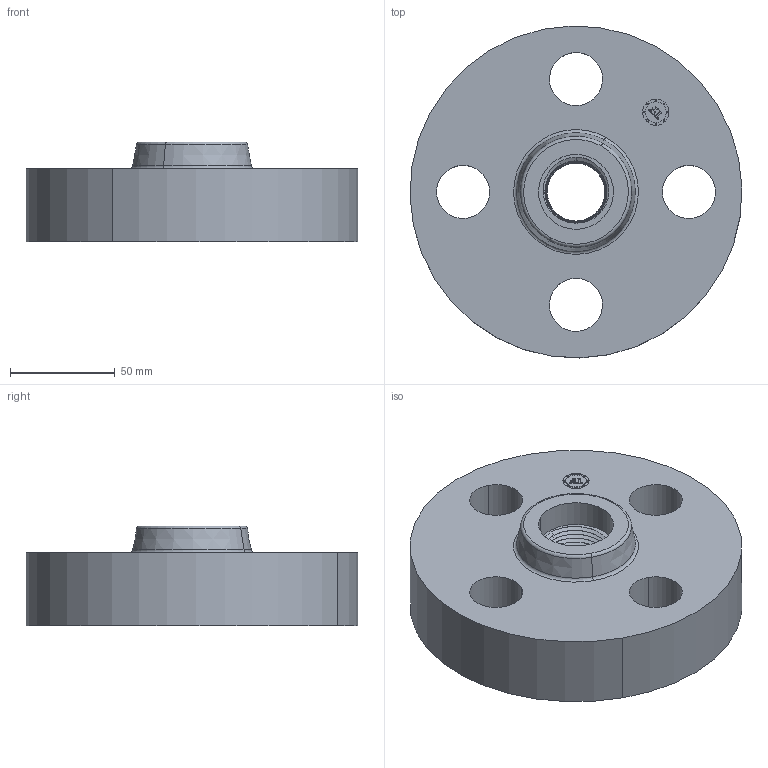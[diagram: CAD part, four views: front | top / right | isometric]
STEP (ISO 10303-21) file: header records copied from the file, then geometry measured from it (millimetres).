
FILE_DESCRIPTION(('3D STEP'),'2;1');
FILE_NAME('1-2500-THREADED-FF-FLANGE.stp','2013-03-16T06:57:27+00:00',('Texas Flange'),(''),'CATIA Version 5 Release 20 SP 6 (IN-10)','CATIA V5 STEP AP214','800-826-3801');
FILE_SCHEMA(('AUTOMOTIVE_DESIGN { 1 0 10303 214 1 1 1 1 }'));
Length unit declared in the file: inch
Products named in the file (1): 1-2500-THREADED-FF-FLANGE
Bounding box: 158.71 x 158.71 x 47.75 mm (x, y, z)
Volume: 614592.9 mm3; surface area: 72216.4 mm2
Topology: 1 solids, 1 shells, 570 faces, 1544 edges, 995 vertices
Faces by surface type: plane 369, bspline 131, cone 34, cylinder 32, torus 4
Entity records: 23132 total; most frequent: CARTESIAN_POINT 7564, ORIENTED_EDGE 3088, DIRECTION 1917, EDGE_CURVE 1544, VECTOR 1109, LINE 1109, VERTEX_POINT 995, EDGE_LOOP 599
